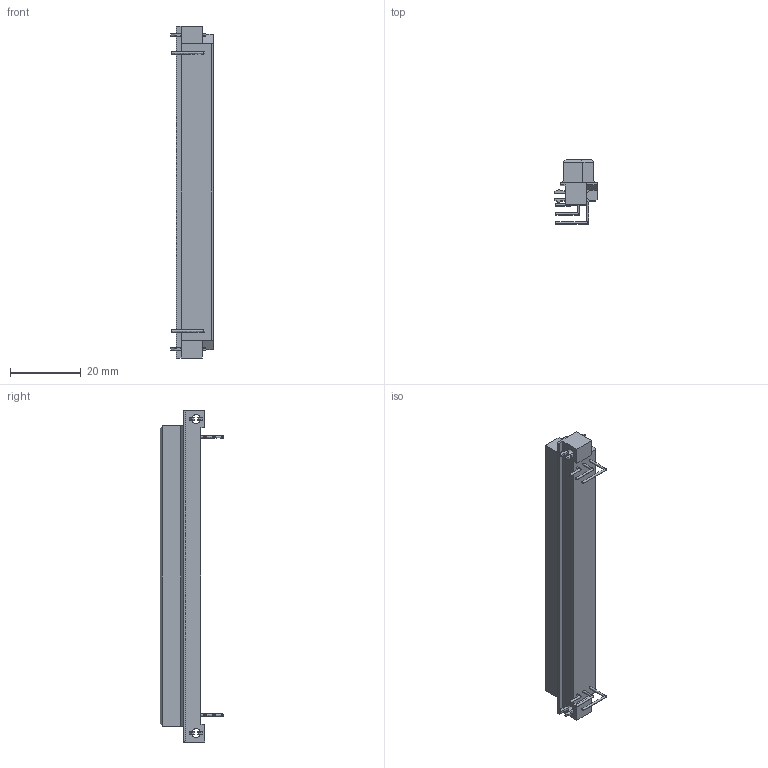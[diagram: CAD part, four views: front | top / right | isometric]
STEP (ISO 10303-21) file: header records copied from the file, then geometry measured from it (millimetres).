
FILE_DESCRIPTION(('STEP AP214'),'1');
FILE_NAME('09734646804.stp','2017-04-29T10:04:02',('TraceParts'),('TraceParts S.A.'),'Spatial InterOp 3D',' ',' ');
FILE_SCHEMA(('automotive_design'));
Length unit declared in the file: millimetre
Products named in the file (5): 09734646804_1; 09734646804_2; 09734646804_3; 09734646804_4; 09734646804_5
Bounding box: 12.1 x 18.12 x 94 mm (x, y, z)
Volume: 8963.7 mm3; surface area: 4346.9 mm2
Topology: 5 solids, 5 shells, 190 faces, 499 edges, 320 vertices
Faces by surface type: bspline 190
Entity records: 8807 total; most frequent: CARTESIAN_POINT 2593, ORIENTED_EDGE 974, PRESENTATION_STYLE_ASSIGNMENT 547, COLOUR_RGB 547, EDGE_CURVE 487, STYLED_ITEM 444, B_SPLINE_CURVE_WITH_KNOTS 377, CURVE_STYLE 352
